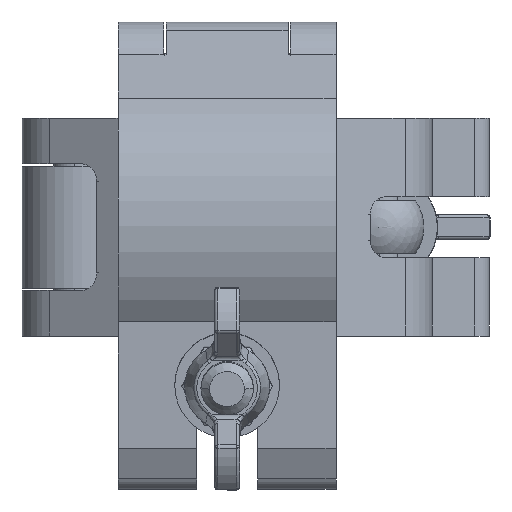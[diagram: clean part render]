
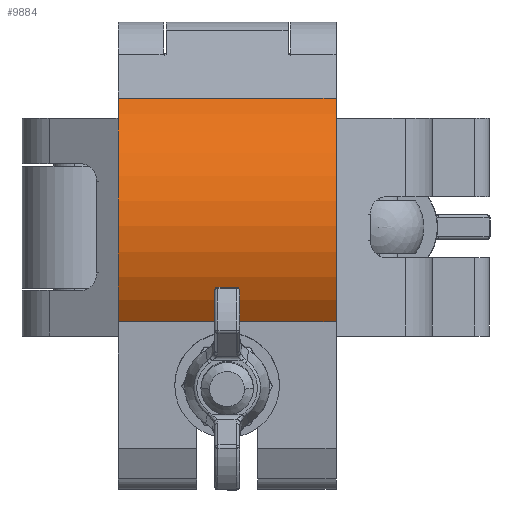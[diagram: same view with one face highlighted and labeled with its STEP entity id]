
A CAD part, front view. The second image highlights one B-rep face of the part: STEP entity #9884.
In plain terms, the highlighted cylindrical face has radius 35.4 mm (diameter 70.8 mm), a partial arc.
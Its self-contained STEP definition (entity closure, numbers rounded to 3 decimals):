
#441 = EDGE_CURVE ( 'NONE', #8477, #8676, #9447, .T. ) ;
#688 = DIRECTION ( 'NONE',  ( 1., 0., 0. ) ) ;
#846 = DIRECTION ( 'NONE',  ( 0., 0., 1. ) ) ;
#1416 = LINE ( 'NONE', #1786, #6568 ) ;
#1426 = DIRECTION ( 'NONE',  ( 0., 0., 1. ) ) ;
#1786 = CARTESIAN_POINT ( 'NONE',  ( 16.54, 43.218, 24.95 ) ) ;
#1789 = CARTESIAN_POINT ( 'NONE',  ( 47., 25.18, 24.95 ) ) ;
#1790 = DIRECTION ( 'NONE',  ( 0., 0., -1. ) ) ;
#2701 = CARTESIAN_POINT ( 'NONE',  ( 67.5, 54.04, 24.95 ) ) ;
#3058 = EDGE_LOOP ( 'NONE', ( #3201, #7659, #9307, #5424 ) ) ;
#3201 = ORIENTED_EDGE ( 'NONE', *, *, #4494, .T. ) ;
#3601 = DIRECTION ( 'NONE',  ( 0., 0., -1. ) ) ;
#3993 = CARTESIAN_POINT ( 'NONE',  ( 47., 25.18, -24.95 ) ) ;
#4494 = EDGE_CURVE ( 'NONE', #8676, #4800, #6344, .T. ) ;
#4800 = VERTEX_POINT ( 'NONE', #9780 ) ;
#4884 = AXIS2_PLACEMENT_3D ( 'NONE', #3993, #1426, #688 ) ;
#4926 = VECTOR ( 'NONE', #1790, 1000. ) ;
#5227 = VERTEX_POINT ( 'NONE', #10389 ) ;
#5424 = ORIENTED_EDGE ( 'NONE', *, *, #441, .T. ) ;
#5792 = EDGE_CURVE ( 'NONE', #5227, #4800, #1416, .T. ) ;
#6060 = DIRECTION ( 'NONE',  ( 1., 0., 0. ) ) ;
#6228 = EDGE_CURVE ( 'NONE', #8477, #5227, #10262, .T. ) ;
#6344 = CIRCLE ( 'NONE', #4884, 35.4 ) ;
#6439 = CYLINDRICAL_SURFACE ( 'NONE', #7532, 35.4 ) ;
#6568 = VECTOR ( 'NONE', #3601, 1000. ) ;
#6901 = CARTESIAN_POINT ( 'NONE',  ( 47., 25.18, 24.95 ) ) ;
#6910 = CARTESIAN_POINT ( 'NONE',  ( 67.5, 54.04, 24.95 ) ) ;
#6936 = AXIS2_PLACEMENT_3D ( 'NONE', #1789, #846, #6060 ) ;
#7356 = FACE_OUTER_BOUND ( 'NONE', #3058, .T. ) ;
#7532 = AXIS2_PLACEMENT_3D ( 'NONE', #6901, #8538, #8579 ) ;
#7659 = ORIENTED_EDGE ( 'NONE', *, *, #5792, .F. ) ;
#8477 = VERTEX_POINT ( 'NONE', #2701 ) ;
#8538 = DIRECTION ( 'NONE',  ( 0., 0., -1. ) ) ;
#8579 = DIRECTION ( 'NONE',  ( -1., 0., 0. ) ) ;
#8676 = VERTEX_POINT ( 'NONE', #9615 ) ;
#9307 = ORIENTED_EDGE ( 'NONE', *, *, #6228, .F. ) ;
#9447 = LINE ( 'NONE', #6910, #4926 ) ;
#9615 = CARTESIAN_POINT ( 'NONE',  ( 67.5, 54.04, -24.95 ) ) ;
#9780 = CARTESIAN_POINT ( 'NONE',  ( 16.54, 43.218, -24.95 ) ) ;
#9884 = ADVANCED_FACE ( 'NONE', ( #7356 ), #6439, .T. ) ;
#10262 = CIRCLE ( 'NONE', #6936, 35.4 ) ;
#10389 = CARTESIAN_POINT ( 'NONE',  ( 16.54, 43.218, 24.95 ) ) ;
